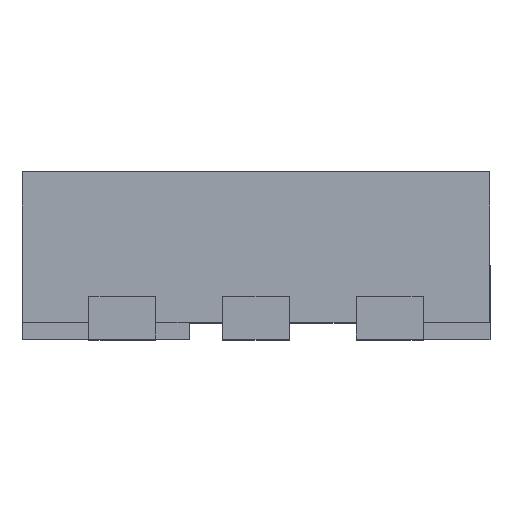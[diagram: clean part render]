
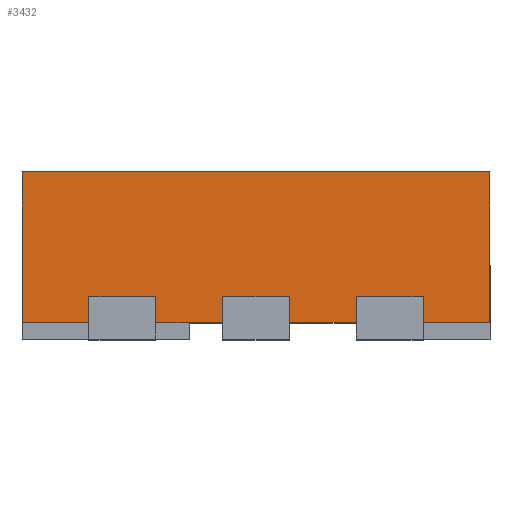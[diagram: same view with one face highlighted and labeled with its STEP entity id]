
A CAD part, top view. The second image highlights one B-rep face of the part: STEP entity #3432.
In plain terms, the highlighted planar face has unit normal (0, 0, 1).
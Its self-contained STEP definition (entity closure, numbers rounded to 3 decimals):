
#34 = ORIENTED_EDGE ( 'NONE', *, *, #282, .F. ) ;
#48 = LINE ( 'NONE', #230, #4265 ) ;
#52 = CARTESIAN_POINT ( 'NONE',  ( 0.7, 0.5, 0.9 ) ) ;
#172 = LINE ( 'NONE', #2618, #3199 ) ;
#173 = CARTESIAN_POINT ( 'NONE',  ( -0.1, 0.127, 0.9 ) ) ;
#230 = CARTESIAN_POINT ( 'NONE',  ( -0.3, 0.127, 0.9 ) ) ;
#282 = EDGE_CURVE ( 'NONE', #4461, #3127, #2539, .T. ) ;
#303 = ORIENTED_EDGE ( 'NONE', *, *, #2256, .T. ) ;
#321 = CARTESIAN_POINT ( 'NONE',  ( -0.5, 0.127, 0.9 ) ) ;
#332 = EDGE_LOOP ( 'NONE', ( #2142, #2953, #34, #3577, #491, #4587, #4090, #1847, #1851, #3754, #4450, #1207, #303, #1374, #3235, #4609 ) ) ;
#333 = LINE ( 'NONE', #3511, #1516 ) ;
#406 = CARTESIAN_POINT ( 'NONE',  ( 0.7, 0.05, 0.9 ) ) ;
#491 = ORIENTED_EDGE ( 'NONE', *, *, #1129, .T. ) ;
#500 = EDGE_CURVE ( 'NONE', #4306, #2725, #4556, .T. ) ;
#522 = VECTOR ( 'NONE', #1469, 1000. ) ;
#583 = LINE ( 'NONE', #52, #3765 ) ;
#660 = CARTESIAN_POINT ( 'NONE',  ( 0.5, 0.127, 0.9 ) ) ;
#724 = AXIS2_PLACEMENT_3D ( 'NONE', #1763, #4638, #3928 ) ;
#735 = DIRECTION ( 'NONE',  ( 0., -1., 0. ) ) ;
#756 = CARTESIAN_POINT ( 'NONE',  ( 0.7, 0.05, 0.9 ) ) ;
#792 = EDGE_CURVE ( 'NONE', #4171, #2749, #583, .T. ) ;
#850 = DIRECTION ( 'NONE',  ( 1., 0., 0. ) ) ;
#950 = CARTESIAN_POINT ( 'NONE',  ( -0.5, 0.127, 0.9 ) ) ;
#1023 = DIRECTION ( 'NONE',  ( 0., -1., 0. ) ) ;
#1062 = EDGE_CURVE ( 'NONE', #4171, #3364, #3525, .T. ) ;
#1129 = EDGE_CURVE ( 'NONE', #2331, #4561, #3419, .T. ) ;
#1154 = LINE ( 'NONE', #406, #2665 ) ;
#1164 = LINE ( 'NONE', #2658, #3387 ) ;
#1207 = ORIENTED_EDGE ( 'NONE', *, *, #3730, .T. ) ;
#1278 = DIRECTION ( 'NONE',  ( 0., -1., 0. ) ) ;
#1311 = CARTESIAN_POINT ( 'NONE',  ( 0.1, 0.127, 0.9 ) ) ;
#1374 = ORIENTED_EDGE ( 'NONE', *, *, #1472, .T. ) ;
#1390 = VERTEX_POINT ( 'NONE', #1801 ) ;
#1469 = DIRECTION ( 'NONE',  ( 1., 0., 0. ) ) ;
#1470 = LINE ( 'NONE', #2622, #3148 ) ;
#1472 = EDGE_CURVE ( 'NONE', #3767, #2725, #1154, .T. ) ;
#1500 = DIRECTION ( 'NONE',  ( 0., -1., 0. ) ) ;
#1511 = CARTESIAN_POINT ( 'NONE',  ( -0.7, 0.5, 0.9 ) ) ;
#1516 = VECTOR ( 'NONE', #3879, 1000. ) ;
#1600 = VECTOR ( 'NONE', #3346, 1000. ) ;
#1668 = CARTESIAN_POINT ( 'NONE',  ( -0.3, 0.05, 0.9 ) ) ;
#1714 = VERTEX_POINT ( 'NONE', #4089 ) ;
#1763 = CARTESIAN_POINT ( 'NONE',  ( 0.7, 3.28, 0.9 ) ) ;
#1781 = DIRECTION ( 'NONE',  ( 0., -1., 0. ) ) ;
#1801 = CARTESIAN_POINT ( 'NONE',  ( -0.5, 0.05, 0.9 ) ) ;
#1802 = LINE ( 'NONE', #756, #522 ) ;
#1809 = VECTOR ( 'NONE', #2400, 1000. ) ;
#1838 = CARTESIAN_POINT ( 'NONE',  ( -0.1, 0.127, 0.9 ) ) ;
#1847 = ORIENTED_EDGE ( 'NONE', *, *, #792, .F. ) ;
#1850 = CARTESIAN_POINT ( 'NONE',  ( 0.1, 0.127, 0.9 ) ) ;
#1851 = ORIENTED_EDGE ( 'NONE', *, *, #1062, .T. ) ;
#1956 = DIRECTION ( 'NONE',  ( 0., -1., 0. ) ) ;
#1957 = CARTESIAN_POINT ( 'NONE',  ( 0.7, 0.5, 0.9 ) ) ;
#2002 = VECTOR ( 'NONE', #1781, 1000. ) ;
#2050 = EDGE_CURVE ( 'NONE', #3364, #1390, #172, .T. ) ;
#2142 = ORIENTED_EDGE ( 'NONE', *, *, #4076, .T. ) ;
#2156 = VERTEX_POINT ( 'NONE', #2631 ) ;
#2175 = EDGE_CURVE ( 'NONE', #4306, #2996, #3256, .T. ) ;
#2204 = VECTOR ( 'NONE', #1956, 1000. ) ;
#2256 = EDGE_CURVE ( 'NONE', #2916, #3767, #48, .T. ) ;
#2258 = CARTESIAN_POINT ( 'NONE',  ( -0.7, 3.28, 0.9 ) ) ;
#2282 = CARTESIAN_POINT ( 'NONE',  ( 0.7, 3.28, 0.9 ) ) ;
#2307 = EDGE_CURVE ( 'NONE', #4061, #1390, #2426, .T. ) ;
#2331 = VERTEX_POINT ( 'NONE', #660 ) ;
#2370 = VECTOR ( 'NONE', #1500, 1000. ) ;
#2400 = DIRECTION ( 'NONE',  ( 0., -1., 0. ) ) ;
#2426 = LINE ( 'NONE', #950, #1809 ) ;
#2475 = CARTESIAN_POINT ( 'NONE',  ( 0.3, 0.127, 0.9 ) ) ;
#2484 = PLANE ( 'NONE',  #724 ) ;
#2539 = LINE ( 'NONE', #2475, #3101 ) ;
#2618 = CARTESIAN_POINT ( 'NONE',  ( 0.7, 0.05, 0.9 ) ) ;
#2622 = CARTESIAN_POINT ( 'NONE',  ( 0.7, 0.05, 0.9 ) ) ;
#2631 = CARTESIAN_POINT ( 'NONE',  ( 0.1, 0.05, 0.9 ) ) ;
#2658 = CARTESIAN_POINT ( 'NONE',  ( -0.3, 0.127, 0.9 ) ) ;
#2665 = VECTOR ( 'NONE', #4335, 1000. ) ;
#2677 = CARTESIAN_POINT ( 'NONE',  ( 0.3, 0.05, 0.9 ) ) ;
#2725 = VERTEX_POINT ( 'NONE', #3385 ) ;
#2749 = VERTEX_POINT ( 'NONE', #1957 ) ;
#2825 = LINE ( 'NONE', #3917, #2002 ) ;
#2845 = EDGE_CURVE ( 'NONE', #4461, #2331, #333, .T. ) ;
#2916 = VERTEX_POINT ( 'NONE', #4230 ) ;
#2953 = ORIENTED_EDGE ( 'NONE', *, *, #4257, .T. ) ;
#2987 = EDGE_CURVE ( 'NONE', #4561, #1714, #1802, .T. ) ;
#2996 = VERTEX_POINT ( 'NONE', #1850 ) ;
#3101 = VECTOR ( 'NONE', #1023, 1000. ) ;
#3127 = VERTEX_POINT ( 'NONE', #2677 ) ;
#3131 = CARTESIAN_POINT ( 'NONE',  ( -0.7, 0.05, 0.9 ) ) ;
#3148 = VECTOR ( 'NONE', #850, 1000. ) ;
#3199 = VECTOR ( 'NONE', #4093, 1000. ) ;
#3235 = ORIENTED_EDGE ( 'NONE', *, *, #500, .F. ) ;
#3256 = LINE ( 'NONE', #1311, #3869 ) ;
#3346 = DIRECTION ( 'NONE',  ( 0., -1., 0. ) ) ;
#3364 = VERTEX_POINT ( 'NONE', #3131 ) ;
#3367 = CARTESIAN_POINT ( 'NONE',  ( 0.5, 0.127, 0.9 ) ) ;
#3385 = CARTESIAN_POINT ( 'NONE',  ( -0.1, 0.05, 0.9 ) ) ;
#3387 = VECTOR ( 'NONE', #3403, 1000. ) ;
#3403 = DIRECTION ( 'NONE',  ( 1., 0., 0. ) ) ;
#3419 = LINE ( 'NONE', #3367, #2204 ) ;
#3432 = ADVANCED_FACE ( 'NONE', ( #4370 ), #2484, .F. ) ;
#3498 = LINE ( 'NONE', #2282, #1600 ) ;
#3511 = CARTESIAN_POINT ( 'NONE',  ( 0.5, 0.127, 0.9 ) ) ;
#3525 = LINE ( 'NONE', #2258, #2370 ) ;
#3577 = ORIENTED_EDGE ( 'NONE', *, *, #2845, .T. ) ;
#3689 = EDGE_CURVE ( 'NONE', #2749, #1714, #3498, .T. ) ;
#3730 = EDGE_CURVE ( 'NONE', #4061, #2916, #1164, .T. ) ;
#3754 = ORIENTED_EDGE ( 'NONE', *, *, #2050, .T. ) ;
#3765 = VECTOR ( 'NONE', #4001, 1000. ) ;
#3767 = VERTEX_POINT ( 'NONE', #1668 ) ;
#3869 = VECTOR ( 'NONE', #4172, 1000. ) ;
#3879 = DIRECTION ( 'NONE',  ( 1., 0., 0. ) ) ;
#3917 = CARTESIAN_POINT ( 'NONE',  ( 0.1, 0.127, 0.9 ) ) ;
#3928 = DIRECTION ( 'NONE',  ( -1., 0., 0. ) ) ;
#3958 = CARTESIAN_POINT ( 'NONE',  ( 0.5, 0.05, 0.9 ) ) ;
#4001 = DIRECTION ( 'NONE',  ( 1., 0., 0. ) ) ;
#4061 = VERTEX_POINT ( 'NONE', #321 ) ;
#4076 = EDGE_CURVE ( 'NONE', #2996, #2156, #2825, .T. ) ;
#4089 = CARTESIAN_POINT ( 'NONE',  ( 0.7, 0.05, 0.9 ) ) ;
#4090 = ORIENTED_EDGE ( 'NONE', *, *, #3689, .F. ) ;
#4093 = DIRECTION ( 'NONE',  ( 1., 0., 0. ) ) ;
#4171 = VERTEX_POINT ( 'NONE', #1511 ) ;
#4172 = DIRECTION ( 'NONE',  ( 1., 0., 0. ) ) ;
#4230 = CARTESIAN_POINT ( 'NONE',  ( -0.3, 0.127, 0.9 ) ) ;
#4257 = EDGE_CURVE ( 'NONE', #2156, #3127, #1470, .T. ) ;
#4265 = VECTOR ( 'NONE', #1278, 1000. ) ;
#4273 = VECTOR ( 'NONE', #735, 1000. ) ;
#4306 = VERTEX_POINT ( 'NONE', #173 ) ;
#4335 = DIRECTION ( 'NONE',  ( 1., 0., 0. ) ) ;
#4370 = FACE_OUTER_BOUND ( 'NONE', #332, .T. ) ;
#4450 = ORIENTED_EDGE ( 'NONE', *, *, #2307, .F. ) ;
#4461 = VERTEX_POINT ( 'NONE', #4516 ) ;
#4516 = CARTESIAN_POINT ( 'NONE',  ( 0.3, 0.127, 0.9 ) ) ;
#4556 = LINE ( 'NONE', #1838, #4273 ) ;
#4561 = VERTEX_POINT ( 'NONE', #3958 ) ;
#4587 = ORIENTED_EDGE ( 'NONE', *, *, #2987, .T. ) ;
#4609 = ORIENTED_EDGE ( 'NONE', *, *, #2175, .T. ) ;
#4638 = DIRECTION ( 'NONE',  ( 0., 0., -1. ) ) ;
